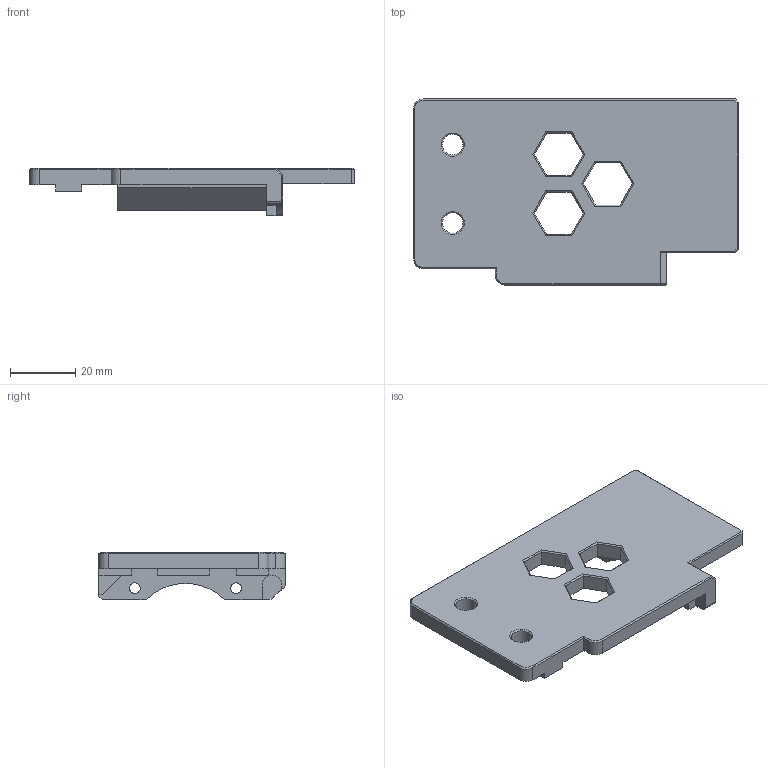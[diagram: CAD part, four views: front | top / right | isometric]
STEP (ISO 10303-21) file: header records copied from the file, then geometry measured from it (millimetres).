
FILE_DESCRIPTION(('FreeCAD Model'),'2;1');
FILE_NAME('Open CASCADE Shape Model','2021-08-31T18:10:31',('Author'),( ''),'Open CASCADE STEP processor 7.4','FreeCAD','Unknown');
FILE_SCHEMA(('AUTOMOTIVE_DESIGN { 1 0 10303 214 1 1 1 1 }'));
Length unit declared in the file: millimetre
Products named in the file (1): Chamfer029006005001_(Mirror_#1)003
Bounding box: 99.5 x 57 x 14.5 mm (x, y, z)
Volume: 28203.1 mm3; surface area: 13781.8 mm2
Topology: 1 solids, 1 shells, 102 faces, 267 edges, 168 vertices
Faces by surface type: plane 87, cylinder 10, cone 5
Full cylindrical faces by diameter (mm): 3.3 x2, 6.3 x2
Entity records: 6632 total; most frequent: CARTESIAN_POINT 1173, DIRECTION 1019, LINE 747, VECTOR 747, ORIENTED_EDGE 534, PCURVE 534, DEFINITIONAL_REPRESENTATION 534, EDGE_CURVE 267
